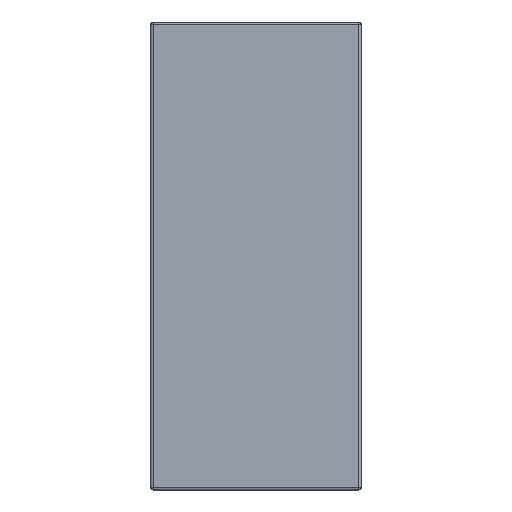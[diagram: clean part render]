
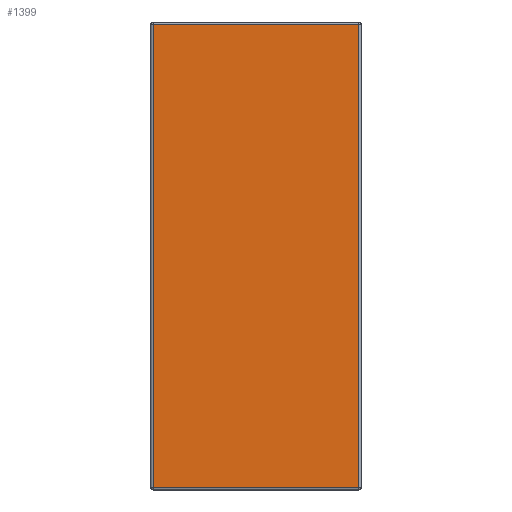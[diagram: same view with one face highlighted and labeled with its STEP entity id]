
A CAD part, left-side view. The second image highlights one B-rep face of the part: STEP entity #1399.
In plain terms, the highlighted planar face has unit normal (-1, 0, 0).
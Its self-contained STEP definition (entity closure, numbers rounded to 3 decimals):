
#3 = PLANE ( 'NONE',  #542 ) ;
#132 = VERTEX_POINT ( 'NONE', #493 ) ;
#162 = DIRECTION ( 'NONE',  ( 0., 0., -1. ) ) ;
#189 = DIRECTION ( 'NONE',  ( 0., 1., 0. ) ) ;
#192 = CARTESIAN_POINT ( 'NONE',  ( -2.25, 0.45, 0.99 ) ) ;
#260 = VECTOR ( 'NONE', #602, 1000. ) ;
#279 = VERTEX_POINT ( 'NONE', #355 ) ;
#289 = EDGE_CURVE ( 'NONE', #1242, #279, #630, .T. ) ;
#323 = ORIENTED_EDGE ( 'NONE', *, *, #289, .T. ) ;
#355 = CARTESIAN_POINT ( 'NONE',  ( -2.25, -0.44, 0.99 ) ) ;
#493 = CARTESIAN_POINT ( 'NONE',  ( -2.25, 0.44, -0.99 ) ) ;
#542 = AXIS2_PLACEMENT_3D ( 'NONE', #1630, #1482, #162 ) ;
#566 = CARTESIAN_POINT ( 'NONE',  ( -2.25, 0.44, 0.99 ) ) ;
#602 = DIRECTION ( 'NONE',  ( 0., 0., 1. ) ) ;
#630 = LINE ( 'NONE', #851, #260 ) ;
#664 = DIRECTION ( 'NONE',  ( 0., -1., 0. ) ) ;
#718 = VECTOR ( 'NONE', #189, 1000. ) ;
#778 = ORIENTED_EDGE ( 'NONE', *, *, #1601, .T. ) ;
#786 = ORIENTED_EDGE ( 'NONE', *, *, #1016, .T. ) ;
#794 = CARTESIAN_POINT ( 'NONE',  ( -2.25, 0.45, -0.99 ) ) ;
#795 = CARTESIAN_POINT ( 'NONE',  ( -2.25, 0.44, -1. ) ) ;
#803 = EDGE_LOOP ( 'NONE', ( #1292, #323, #786, #778 ) ) ;
#844 = CARTESIAN_POINT ( 'NONE',  ( -2.25, -0.44, -0.99 ) ) ;
#851 = CARTESIAN_POINT ( 'NONE',  ( -2.25, -0.44, -1. ) ) ;
#876 = VECTOR ( 'NONE', #664, 1000. ) ;
#951 = LINE ( 'NONE', #794, #876 ) ;
#1016 = EDGE_CURVE ( 'NONE', #279, #1062, #1684, .T. ) ;
#1062 = VERTEX_POINT ( 'NONE', #566 ) ;
#1198 = FACE_OUTER_BOUND ( 'NONE', #803, .T. ) ;
#1242 = VERTEX_POINT ( 'NONE', #844 ) ;
#1292 = ORIENTED_EDGE ( 'NONE', *, *, #1693, .T. ) ;
#1345 = DIRECTION ( 'NONE',  ( 0., 0., -1. ) ) ;
#1399 = ADVANCED_FACE ( 'NONE', ( #1198 ), #3, .F. ) ;
#1427 = VECTOR ( 'NONE', #1345, 1000. ) ;
#1428 = LINE ( 'NONE', #795, #1427 ) ;
#1482 = DIRECTION ( 'NONE',  ( 1., 0., 0. ) ) ;
#1601 = EDGE_CURVE ( 'NONE', #1062, #132, #1428, .T. ) ;
#1630 = CARTESIAN_POINT ( 'NONE',  ( -2.25, 0.45, -1. ) ) ;
#1684 = LINE ( 'NONE', #192, #718 ) ;
#1693 = EDGE_CURVE ( 'NONE', #132, #1242, #951, .T. ) ;
